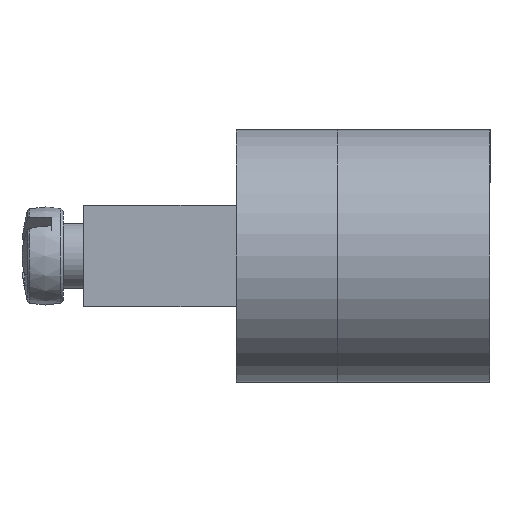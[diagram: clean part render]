
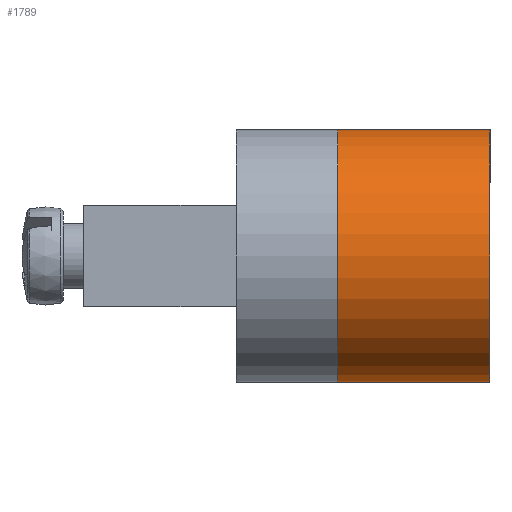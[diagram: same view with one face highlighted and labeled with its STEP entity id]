
A CAD part, left-side view. The second image highlights one B-rep face of the part: STEP entity #1789.
In plain terms, the highlighted cylindrical face has radius 7.5 mm (diameter 15 mm), a partial arc.
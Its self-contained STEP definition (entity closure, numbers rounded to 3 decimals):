
#140=LINE('',#3469,#186);
#145=LINE('',#3481,#191);
#186=VECTOR('',#2475,9.);
#191=VECTOR('',#2490,9.);
#485=CIRCLE('',#2003,7.5);
#486=CIRCLE('',#2005,7.5);
#588=FACE_OUTER_BOUND('',#807,.T.);
#807=EDGE_LOOP('',(#1539,#1540,#1541,#1542));
#994=VERTEX_POINT('',#3467);
#995=VERTEX_POINT('',#3468);
#996=VERTEX_POINT('',#3473);
#997=VERTEX_POINT('',#3477);
#1177=EDGE_CURVE('',#994,#995,#140,.T.);
#1180=EDGE_CURVE('',#996,#995,#485,.T.);
#1183=EDGE_CURVE('',#994,#997,#486,.T.);
#1184=EDGE_CURVE('',#997,#996,#145,.T.);
#1539=ORIENTED_EDGE('',*,*,#1183,.T.);
#1540=ORIENTED_EDGE('',*,*,#1184,.T.);
#1541=ORIENTED_EDGE('',*,*,#1180,.T.);
#1542=ORIENTED_EDGE('',*,*,#1177,.F.);
#1626=CYLINDRICAL_SURFACE('',#2007,7.5);
#1789=ADVANCED_FACE('',(#588),#1626,.T.);
#2003=AXIS2_PLACEMENT_3D('',#3474,#2480,#2481);
#2005=AXIS2_PLACEMENT_3D('',#3479,#2486,#2487);
#2007=AXIS2_PLACEMENT_3D('',#3482,#2491,#2492);
#2475=DIRECTION('',(0.,1.,0.));
#2480=DIRECTION('center_axis',(0.,-1.,0.));
#2481=DIRECTION('ref_axis',(0.,0.,
1.));
#2486=DIRECTION('center_axis',(0.,1.,0.));
#2487=DIRECTION('ref_axis',(0.,0.,1.));
#2490=DIRECTION('',(0.,1.,0.));
#2491=DIRECTION('center_axis',(0.,1.,0.));
#2492=DIRECTION('ref_axis',(0.,0.,1.));
#3467=CARTESIAN_POINT('',(7.,0.,7.5));
#3468=CARTESIAN_POINT('',(7.,9.,7.5));
#3469=CARTESIAN_POINT('',(7.,-10.607,7.5));
#3473=CARTESIAN_POINT('',(7.,9.,-7.5));
#3474=CARTESIAN_POINT('Origin',(7.,9.,0.));
#3477=CARTESIAN_POINT('',(7.,0.,-7.5));
#3479=CARTESIAN_POINT('Origin',(7.,0.,0.));
#3481=CARTESIAN_POINT('',(7.,-10.607,-7.5));
#3482=CARTESIAN_POINT('Origin',(7.,-10.607,0.));
